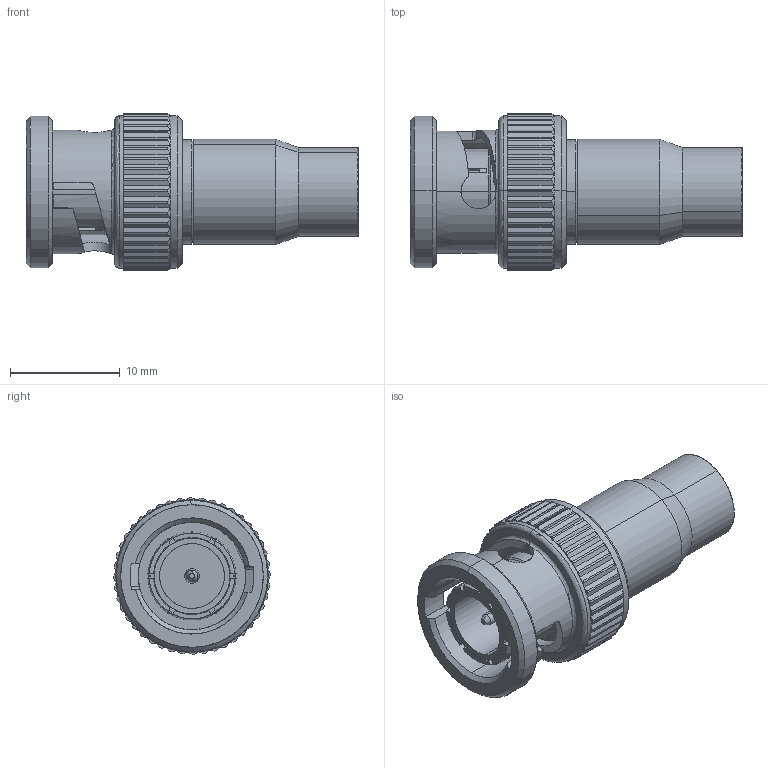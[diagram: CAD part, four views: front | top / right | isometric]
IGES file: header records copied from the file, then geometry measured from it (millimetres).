
Start section: SolidWorks IGES file using analytic representation for surfaces
Global section: file name: R142.086.161C.IGS; native system: SolidWorks 2011; preprocessor: SolidWorks 2011; author: zhu_j; date: 120428.170929; units: millimetre
Bounding box: 30.28 x 14.3 x 14.3 mm (x, y, z)
Surface area: 2756.3 mm2 (no closed solid volume)
Topology: 0 solids, 0 shells, 371 faces, 2787 edges, 2787 vertices
Faces by surface type: bspline 197, revolution 174
